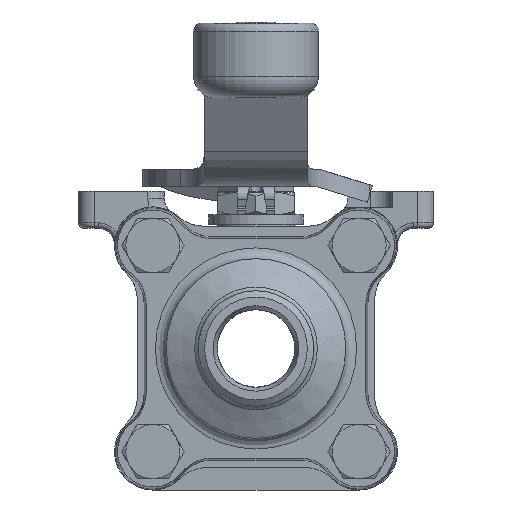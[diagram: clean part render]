
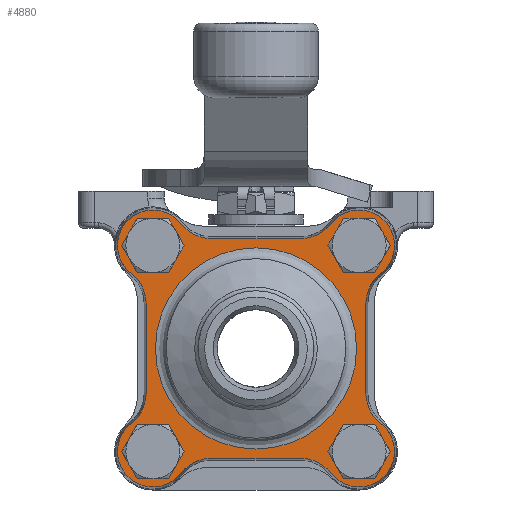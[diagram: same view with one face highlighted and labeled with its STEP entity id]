
A CAD part, front view. The second image highlights one B-rep face of the part: STEP entity #4880.
In plain terms, the highlighted face is planar.
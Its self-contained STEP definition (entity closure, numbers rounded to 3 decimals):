
#4662=CARTESIAN_POINT('',(0.,6.925,-18.587));
#4663=VERTEX_POINT('',#4662);
#4664=CARTESIAN_POINT('',(0.0,6.925,0.0));
#4665=DIRECTION('',(0.0,1.0,0.0));
#4666=DIRECTION('',(0.0,0.0,1.0));
#4667=AXIS2_PLACEMENT_3D('',#4664,#4665,#4666);
#4668=CIRCLE('',#4667,18.587);
#4669=EDGE_CURVE('',#4663,#4663,#4668,.T.);
#4686=CARTESIAN_POINT('',(0.,6.925,0.));
#4687=DIRECTION('',(0.0,1.0,0.0));
#4688=DIRECTION('',(0.0,0.0,1.0));
#4689=AXIS2_PLACEMENT_3D('',#4686,#4687,#4688);
#4690=PLANE('',#4689);
#4691=CARTESIAN_POINT('',(-23.076,6.925,13.9));
#4692=VERTEX_POINT('',#4691);
#4693=CARTESIAN_POINT('',(-20.287,6.925,8.178));
#4694=VERTEX_POINT('',#4693);
#4695=CARTESIAN_POINT('',(-27.55,6.925,8.178));
#4696=DIRECTION('',(0.0,1.,0.0));
#4697=DIRECTION('',(0.616,0.0,0.788));
#4698=AXIS2_PLACEMENT_3D('',#4695,#4696,#4697);
#4699=CIRCLE('',#4698,7.263);
#4700=EDGE_CURVE('',#4692,#4694,#4699,.T.);
#4701=ORIENTED_EDGE('',*,*,#4700,.F.);
#4702=CARTESIAN_POINT('',(-13.9,6.925,23.076));
#4703=VERTEX_POINT('',#4702);
#4704=CARTESIAN_POINT('',(-19.05,6.925,19.05));
#4705=DIRECTION('',(0.0,-1.,0.0));
#4706=DIRECTION('',(0.616,0.0,0.788));
#4707=AXIS2_PLACEMENT_3D('',#4704,#4705,#4706);
#4708=CIRCLE('',#4707,6.537);
#4709=EDGE_CURVE('',#4703,#4692,#4708,.T.);
#4710=ORIENTED_EDGE('',*,*,#4709,.F.);
#4711=CARTESIAN_POINT('',(-8.178,6.925,20.287));
#4712=VERTEX_POINT('',#4711);
#4713=CARTESIAN_POINT('',(-8.178,6.925,27.55));
#4714=DIRECTION('',(0.0,1.0,0.0));
#4715=DIRECTION('',(0.0,0.0,-1.0));
#4716=AXIS2_PLACEMENT_3D('',#4713,#4714,#4715);
#4717=CIRCLE('',#4716,7.263);
#4718=EDGE_CURVE('',#4712,#4703,#4717,.T.);
#4719=ORIENTED_EDGE('',*,*,#4718,.F.);
#4720=CARTESIAN_POINT('',(8.178,6.925,20.287));
#4721=VERTEX_POINT('',#4720);
#4722=CARTESIAN_POINT('',(8.178,6.925,20.287));
#4723=DIRECTION('',(-1.0,0.0,0.0));
#4724=VECTOR('',#4723,16.357);
#4725=LINE('',#4722,#4724);
#4726=EDGE_CURVE('',#4721,#4712,#4725,.T.);
#4727=ORIENTED_EDGE('',*,*,#4726,.F.);
#4728=CARTESIAN_POINT('',(13.9,6.925,23.076));
#4729=VERTEX_POINT('',#4728);
#4730=CARTESIAN_POINT('',(8.178,6.925,27.55));
#4731=DIRECTION('',(0.0,1.,0.0));
#4732=DIRECTION('',(0.788,0.0,-0.616));
#4733=AXIS2_PLACEMENT_3D('',#4730,#4731,#4732);
#4734=CIRCLE('',#4733,7.263);
#4735=EDGE_CURVE('',#4729,#4721,#4734,.T.);
#4736=ORIENTED_EDGE('',*,*,#4735,.F.);
#4737=CARTESIAN_POINT('',(23.076,6.925,13.9));
#4738=VERTEX_POINT('',#4737);
#4739=CARTESIAN_POINT('',(19.05,6.925,19.05));
#4740=DIRECTION('',(0.0,-1.0,0.0));
#4741=DIRECTION('',(0.788,0.0,-0.616));
#4742=AXIS2_PLACEMENT_3D('',#4739,#4740,#4741);
#4743=CIRCLE('',#4742,6.537);
#4744=EDGE_CURVE('',#4738,#4729,#4743,.T.);
#4745=ORIENTED_EDGE('',*,*,#4744,.F.);
#4746=CARTESIAN_POINT('',(20.287,6.925,8.178));
#4747=VERTEX_POINT('',#4746);
#4748=CARTESIAN_POINT('',(27.55,6.925,8.178));
#4749=DIRECTION('',(0.0,1.0,0.0));
#4750=DIRECTION('',(-1.0,0.0,0.0));
#4751=AXIS2_PLACEMENT_3D('',#4748,#4749,#4750);
#4752=CIRCLE('',#4751,7.263);
#4753=EDGE_CURVE('',#4747,#4738,#4752,.T.);
#4754=ORIENTED_EDGE('',*,*,#4753,.F.);
#4755=CARTESIAN_POINT('',(20.287,6.925,-8.178));
#4756=VERTEX_POINT('',#4755);
#4757=CARTESIAN_POINT('',(20.287,6.925,-8.178));
#4758=DIRECTION('',(0.0,0.0,1.0));
#4759=VECTOR('',#4758,16.357);
#4760=LINE('',#4757,#4759);
#4761=EDGE_CURVE('',#4756,#4747,#4760,.T.);
#4762=ORIENTED_EDGE('',*,*,#4761,.F.);
#4763=CARTESIAN_POINT('',(23.076,6.925,-13.9));
#4764=VERTEX_POINT('',#4763);
#4765=CARTESIAN_POINT('',(27.55,6.925,-8.178));
#4766=DIRECTION('',(0.0,1.0,0.0));
#4767=DIRECTION('',(-0.616,0.0,-0.788));
#4768=AXIS2_PLACEMENT_3D('',#4765,#4766,#4767);
#4769=CIRCLE('',#4768,7.263);
#4770=EDGE_CURVE('',#4764,#4756,#4769,.T.);
#4771=ORIENTED_EDGE('',*,*,#4770,.F.);
#4772=CARTESIAN_POINT('',(13.9,6.925,-23.076));
#4773=VERTEX_POINT('',#4772);
#4774=CARTESIAN_POINT('',(19.05,6.925,-19.05));
#4775=DIRECTION('',(0.0,-1.0,0.0));
#4776=DIRECTION('',(-0.616,0.0,-0.788));
#4777=AXIS2_PLACEMENT_3D('',#4774,#4775,#4776);
#4778=CIRCLE('',#4777,6.537);
#4779=EDGE_CURVE('',#4773,#4764,#4778,.T.);
#4780=ORIENTED_EDGE('',*,*,#4779,.F.);
#4781=CARTESIAN_POINT('',(8.178,6.925,-20.287));
#4782=VERTEX_POINT('',#4781);
#4783=CARTESIAN_POINT('',(8.178,6.925,-27.55));
#4784=DIRECTION('',(0.0,1.0,0.0));
#4785=DIRECTION('',(0.0,0.0,1.0));
#4786=AXIS2_PLACEMENT_3D('',#4783,#4784,#4785);
#4787=CIRCLE('',#4786,7.263);
#4788=EDGE_CURVE('',#4782,#4773,#4787,.T.);
#4789=ORIENTED_EDGE('',*,*,#4788,.F.);
#4790=CARTESIAN_POINT('',(-8.178,6.925,-20.287));
#4791=VERTEX_POINT('',#4790);
#4792=CARTESIAN_POINT('',(-8.178,6.925,-20.287));
#4793=DIRECTION('',(1.0,0.0,0.0));
#4794=VECTOR('',#4793,16.357);
#4795=LINE('',#4792,#4794);
#4796=EDGE_CURVE('',#4791,#4782,#4795,.T.);
#4797=ORIENTED_EDGE('',*,*,#4796,.F.);
#4798=CARTESIAN_POINT('',(-13.9,6.925,-23.076));
#4799=VERTEX_POINT('',#4798);
#4800=CARTESIAN_POINT('',(-8.178,6.925,-27.55));
#4801=DIRECTION('',(0.0,1.,0.0));
#4802=DIRECTION('',(-0.788,0.0,0.616));
#4803=AXIS2_PLACEMENT_3D('',#4800,#4801,#4802);
#4804=CIRCLE('',#4803,7.263);
#4805=EDGE_CURVE('',#4799,#4791,#4804,.T.);
#4806=ORIENTED_EDGE('',*,*,#4805,.F.);
#4807=CARTESIAN_POINT('',(-23.076,6.925,-13.9));
#4808=VERTEX_POINT('',#4807);
#4809=CARTESIAN_POINT('',(-19.05,6.925,-19.05));
#4810=DIRECTION('',(0.0,-1.0,0.0));
#4811=DIRECTION('',(-0.788,0.0,0.616));
#4812=AXIS2_PLACEMENT_3D('',#4809,#4810,#4811);
#4813=CIRCLE('',#4812,6.537);
#4814=EDGE_CURVE('',#4808,#4799,#4813,.T.);
#4815=ORIENTED_EDGE('',*,*,#4814,.F.);
#4816=CARTESIAN_POINT('',(-20.287,6.925,-8.178));
#4817=VERTEX_POINT('',#4816);
#4818=CARTESIAN_POINT('',(-27.55,6.925,-8.178));
#4819=DIRECTION('',(0.0,1.0,0.0));
#4820=DIRECTION('',(1.0,0.0,0.0));
#4821=AXIS2_PLACEMENT_3D('',#4818,#4819,#4820);
#4822=CIRCLE('',#4821,7.263);
#4823=EDGE_CURVE('',#4817,#4808,#4822,.T.);
#4824=ORIENTED_EDGE('',*,*,#4823,.F.);
#4825=CARTESIAN_POINT('',(-20.287,6.925,8.178));
#4826=DIRECTION('',(0.0,0.0,-1.0));
#4827=VECTOR('',#4826,16.357);
#4828=LINE('',#4825,#4827);
#4829=EDGE_CURVE('',#4694,#4817,#4828,.T.);
#4830=ORIENTED_EDGE('',*,*,#4829,.F.);
#4831=EDGE_LOOP('',(#4701,#4710,#4719,#4727,#4736,#4745,#4754,#4762,#4771,#4780,#4789,#4797,#4806,#4815,#4824,#4830));
#4832=FACE_OUTER_BOUND('',#4831,.T.);
#4833=CARTESIAN_POINT('',(-22.3,6.925,19.05));
#4834=VERTEX_POINT('',#4833);
#4835=CARTESIAN_POINT('',(-19.05,6.925,19.05));
#4836=DIRECTION('',(0.0,-1.0,0.0));
#4837=DIRECTION('',(1.0,0.0,0.0));
#4838=AXIS2_PLACEMENT_3D('',#4835,#4836,#4837);
#4839=CIRCLE('',#4838,3.25);
#4840=EDGE_CURVE('',#4834,#4834,#4839,.T.);
#4841=ORIENTED_EDGE('',*,*,#4840,.T.);
#4842=EDGE_LOOP('',(#4841));
#4843=FACE_BOUND('',#4842,.T.);
#4844=CARTESIAN_POINT('',(19.05,6.925,22.3));
#4845=VERTEX_POINT('',#4844);
#4846=CARTESIAN_POINT('',(19.05,6.925,19.05));
#4847=DIRECTION('',(0.0,-1.0,0.0));
#4848=DIRECTION('',(0.0,0.0,-1.0));
#4849=AXIS2_PLACEMENT_3D('',#4846,#4847,#4848);
#4850=CIRCLE('',#4849,3.25);
#4851=EDGE_CURVE('',#4845,#4845,#4850,.T.);
#4852=ORIENTED_EDGE('',*,*,#4851,.T.);
#4853=EDGE_LOOP('',(#4852));
#4854=FACE_BOUND('',#4853,.T.);
#4855=CARTESIAN_POINT('',(22.3,6.925,-19.05));
#4856=VERTEX_POINT('',#4855);
#4857=CARTESIAN_POINT('',(19.05,6.925,-19.05));
#4858=DIRECTION('',(0.0,-1.0,0.0));
#4859=DIRECTION('',(-1.0,0.0,0.0));
#4860=AXIS2_PLACEMENT_3D('',#4857,#4858,#4859);
#4861=CIRCLE('',#4860,3.25);
#4862=EDGE_CURVE('',#4856,#4856,#4861,.T.);
#4863=ORIENTED_EDGE('',*,*,#4862,.T.);
#4864=EDGE_LOOP('',(#4863));
#4865=FACE_BOUND('',#4864,.T.);
#4866=CARTESIAN_POINT('',(-19.05,6.925,-22.3));
#4867=VERTEX_POINT('',#4866);
#4868=CARTESIAN_POINT('',(-19.05,6.925,-19.05));
#4869=DIRECTION('',(0.0,-1.0,0.0));
#4870=DIRECTION('',(0.0,0.0,1.0));
#4871=AXIS2_PLACEMENT_3D('',#4868,#4869,#4870);
#4872=CIRCLE('',#4871,3.25);
#4873=EDGE_CURVE('',#4867,#4867,#4872,.T.);
#4874=ORIENTED_EDGE('',*,*,#4873,.T.);
#4875=EDGE_LOOP('',(#4874));
#4876=FACE_BOUND('',#4875,.T.);
#4877=ORIENTED_EDGE('',*,*,#4669,.F.);
#4878=EDGE_LOOP('',(#4877));
#4879=FACE_BOUND('',#4878,.T.);
#4880=ADVANCED_FACE('',(#4832,#4843,#4854,#4865,#4876,#4879),#4690,.T.);
